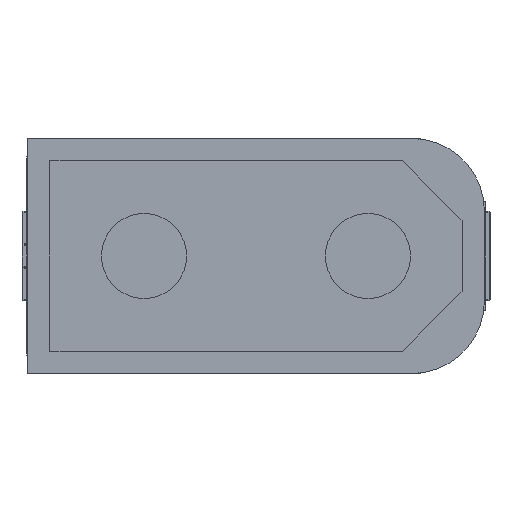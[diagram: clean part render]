
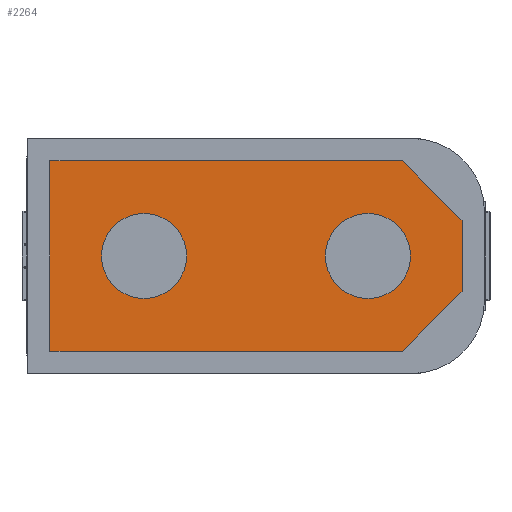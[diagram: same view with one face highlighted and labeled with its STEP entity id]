
A CAD part, front view. The second image highlights one B-rep face of the part: STEP entity #2264.
In plain terms, the highlighted face is planar.
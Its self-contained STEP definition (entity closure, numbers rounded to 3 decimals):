
#175 = VECTOR ( 'NONE', #5506, 1000. ) ;
#239 = LINE ( 'NONE', #1640, #175 ) ;
#298 = DIRECTION ( 'NONE',  ( -1., 0., 0. ) ) ;
#444 = EDGE_LOOP ( 'NONE', ( #4252, #2512, #594, #2310, #3582, #3620 ) ) ;
#455 = EDGE_CURVE ( 'NONE', #5770, #625, #2423, .T. ) ;
#477 = VERTEX_POINT ( 'NONE', #991 ) ;
#526 = CARTESIAN_POINT ( 'NONE',  ( 9.7, -0.793, 1. ) ) ;
#594 = ORIENTED_EDGE ( 'NONE', *, *, #6162, .T. ) ;
#596 = EDGE_CURVE ( 'NONE', #2640, #5554, #2605, .T. ) ;
#625 = VERTEX_POINT ( 'NONE', #5481 ) ;
#746 = CARTESIAN_POINT ( 'NONE',  ( 0.5, -2.125, 1. ) ) ;
#918 = FACE_OUTER_BOUND ( 'NONE', #444, .T. ) ;
#952 = VECTOR ( 'NONE', #4859, 1000. ) ;
#991 = CARTESIAN_POINT ( 'NONE',  ( 0.5, 2.125, 1. ) ) ;
#1221 = LINE ( 'NONE', #3621, #3390 ) ;
#1391 = DIRECTION ( 'NONE',  ( 0., 1., 0. ) ) ;
#1443 = AXIS2_PLACEMENT_3D ( 'NONE', #6190, #5799, #3252 ) ;
#1568 = DIRECTION ( 'NONE',  ( 0., -1., 0. ) ) ;
#1640 = CARTESIAN_POINT ( 'NONE',  ( 0.5, 2.125, 1. ) ) ;
#1667 = EDGE_CURVE ( 'NONE', #625, #2640, #1221, .T. ) ;
#1871 = VECTOR ( 'NONE', #4493, 1000. ) ;
#2264 = ADVANCED_FACE ( 'NONE', ( #918 ), #3852, .T. ) ;
#2297 = EDGE_CURVE ( 'NONE', #4452, #477, #2819, .T. ) ;
#2310 = ORIENTED_EDGE ( 'NONE', *, *, #455, .T. ) ;
#2423 = LINE ( 'NONE', #2825, #952 ) ;
#2512 = ORIENTED_EDGE ( 'NONE', *, *, #2297, .T. ) ;
#2546 = CARTESIAN_POINT ( 'NONE',  ( 8.368, -2.125, 1. ) ) ;
#2605 = LINE ( 'NONE', #2546, #1871 ) ;
#2640 = VERTEX_POINT ( 'NONE', #526 ) ;
#2667 = CARTESIAN_POINT ( 'NONE',  ( 8.368, 2.125, 1. ) ) ;
#2819 = LINE ( 'NONE', #4748, #5996 ) ;
#2825 = CARTESIAN_POINT ( 'NONE',  ( 8.368, 2.125, 1. ) ) ;
#3192 = CARTESIAN_POINT ( 'NONE',  ( 0.5, -2.125, 1. ) ) ;
#3252 = DIRECTION ( 'NONE',  ( -1., 0., 0. ) ) ;
#3390 = VECTOR ( 'NONE', #1568, 1000. ) ;
#3569 = EDGE_CURVE ( 'NONE', #5554, #4452, #3719, .T. ) ;
#3582 = ORIENTED_EDGE ( 'NONE', *, *, #1667, .T. ) ;
#3620 = ORIENTED_EDGE ( 'NONE', *, *, #596, .T. ) ;
#3621 = CARTESIAN_POINT ( 'NONE',  ( 9.7, 0.793, 1. ) ) ;
#3719 = LINE ( 'NONE', #746, #4509 ) ;
#3852 = PLANE ( 'NONE',  #1443 ) ;
#4252 = ORIENTED_EDGE ( 'NONE', *, *, #3569, .T. ) ;
#4452 = VERTEX_POINT ( 'NONE', #3192 ) ;
#4493 = DIRECTION ( 'NONE',  ( -0.707, -0.707, 0. ) ) ;
#4509 = VECTOR ( 'NONE', #298, 1000. ) ;
#4563 = CARTESIAN_POINT ( 'NONE',  ( 8.368, -2.125, 1. ) ) ;
#4748 = CARTESIAN_POINT ( 'NONE',  ( 0.5, -2.125, 1. ) ) ;
#4859 = DIRECTION ( 'NONE',  ( 0.707, -0.707, 0. ) ) ;
#5481 = CARTESIAN_POINT ( 'NONE',  ( 9.7, 0.793, 1. ) ) ;
#5506 = DIRECTION ( 'NONE',  ( 1., 0., 0. ) ) ;
#5554 = VERTEX_POINT ( 'NONE', #4563 ) ;
#5770 = VERTEX_POINT ( 'NONE', #2667 ) ;
#5799 = DIRECTION ( 'NONE',  ( 0., 0., -1. ) ) ;
#5996 = VECTOR ( 'NONE', #1391, 1000. ) ;
#6162 = EDGE_CURVE ( 'NONE', #477, #5770, #239, .T. ) ;
#6190 = CARTESIAN_POINT ( 'NONE',  ( 0., 0., 1. ) ) ;
